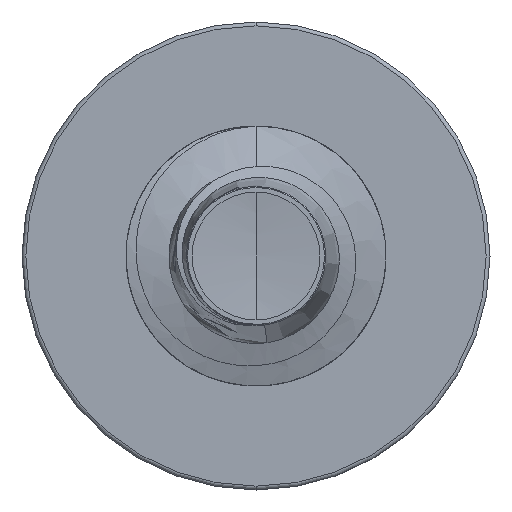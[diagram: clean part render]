
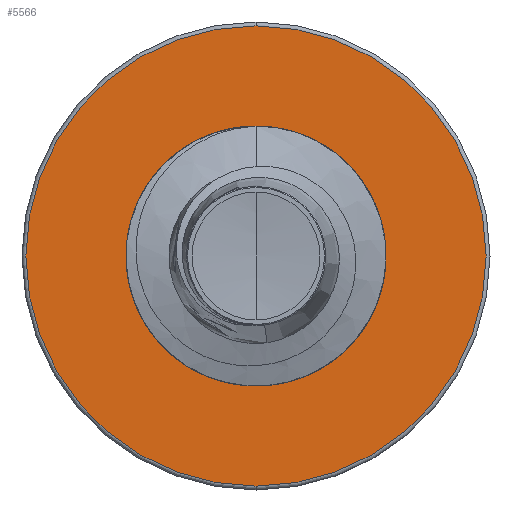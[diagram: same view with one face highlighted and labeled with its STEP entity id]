
A CAD part, front view. The second image highlights one B-rep face of the part: STEP entity #5566.
In plain terms, the highlighted planar face has unit normal (0, -1, 0).
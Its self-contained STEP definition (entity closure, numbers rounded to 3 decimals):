
#520 = DIRECTION ( 'NONE',  ( 0., 0., 1. ) ) ;
#1328 = AXIS2_PLACEMENT_3D ( 'NONE', #6541, #21494, #8921 ) ;
#1469 = AXIS2_PLACEMENT_3D ( 'NONE', #26060, #14651, #520 ) ;
#2227 = AXIS2_PLACEMENT_3D ( 'NONE', #10669, #24667, #13369 ) ;
#3252 = VERTEX_POINT ( 'NONE', #14249 ) ;
#3266 = EDGE_CURVE ( 'NONE', #11175, #3252, #5330, .T. ) ;
#3401 = CARTESIAN_POINT ( 'NONE',  ( 0., 35., -2.842 ) ) ;
#3822 = EDGE_LOOP ( 'NONE', ( #22373, #25789 ) ) ;
#4550 = ORIENTED_EDGE ( 'NONE', *, *, #24447, .T. ) ;
#4796 = ORIENTED_EDGE ( 'NONE', *, *, #3266, .T. ) ;
#5330 = CIRCLE ( 'NONE', #19398, 2.842 ) ;
#5532 = VERTEX_POINT ( 'NONE', #11287 ) ;
#5566 = ADVANCED_FACE ( 'NONE', ( #26589, #13920 ), #11124, .F. ) ;
#6541 = CARTESIAN_POINT ( 'NONE',  ( 0., 35., 0. ) ) ;
#8195 = CARTESIAN_POINT ( 'NONE',  ( 0., 35., -5.31 ) ) ;
#8806 = CIRCLE ( 'NONE', #1328, 5.31 ) ;
#8921 = DIRECTION ( 'NONE',  ( 0., 0., 1. ) ) ;
#10005 = EDGE_LOOP ( 'NONE', ( #4550, #4796 ) ) ;
#10669 = CARTESIAN_POINT ( 'NONE',  ( 0., 35., 0. ) ) ;
#10921 = DIRECTION ( 'NONE',  ( 0., 0., 1. ) ) ;
#10983 = DIRECTION ( 'NONE',  ( 0., 1., 0. ) ) ;
#11026 = CARTESIAN_POINT ( 'NONE',  ( 0., 35., -2.842 ) ) ;
#11124 = PLANE ( 'NONE',  #17881 ) ;
#11175 = VERTEX_POINT ( 'NONE', #3401 ) ;
#11238 = VERTEX_POINT ( 'NONE', #8195 ) ;
#11287 = CARTESIAN_POINT ( 'NONE',  ( 0., 35., 5.31 ) ) ;
#12398 = CIRCLE ( 'NONE', #2227, 2.842 ) ;
#13369 = DIRECTION ( 'NONE',  ( 0., 0., 1. ) ) ;
#13920 = FACE_BOUND ( 'NONE', #10005, .T. ) ;
#13923 = DIRECTION ( 'NONE',  ( 0., 0., 1. ) ) ;
#13946 = DIRECTION ( 'NONE',  ( 0., 1., 0. ) ) ;
#13949 = CARTESIAN_POINT ( 'NONE',  ( 0., 35., 0. ) ) ;
#14249 = CARTESIAN_POINT ( 'NONE',  ( 0., 35., 2.842 ) ) ;
#14651 = DIRECTION ( 'NONE',  ( 0., 1., 0. ) ) ;
#17881 = AXIS2_PLACEMENT_3D ( 'NONE', #11026, #10983, #10921 ) ;
#19398 = AXIS2_PLACEMENT_3D ( 'NONE', #13949, #13946, #13923 ) ;
#21494 = DIRECTION ( 'NONE',  ( 0., 1., 0. ) ) ;
#22373 = ORIENTED_EDGE ( 'NONE', *, *, #25571, .F. ) ;
#24447 = EDGE_CURVE ( 'NONE', #3252, #11175, #12398, .T. ) ;
#24667 = DIRECTION ( 'NONE',  ( 0., 1., 0. ) ) ;
#24986 = EDGE_CURVE ( 'NONE', #11238, #5532, #26099, .T. ) ;
#25571 = EDGE_CURVE ( 'NONE', #5532, #11238, #8806, .T. ) ;
#25789 = ORIENTED_EDGE ( 'NONE', *, *, #24986, .F. ) ;
#26060 = CARTESIAN_POINT ( 'NONE',  ( 0., 35., 0. ) ) ;
#26099 = CIRCLE ( 'NONE', #1469, 5.31 ) ;
#26589 = FACE_OUTER_BOUND ( 'NONE', #3822, .T. ) ;
